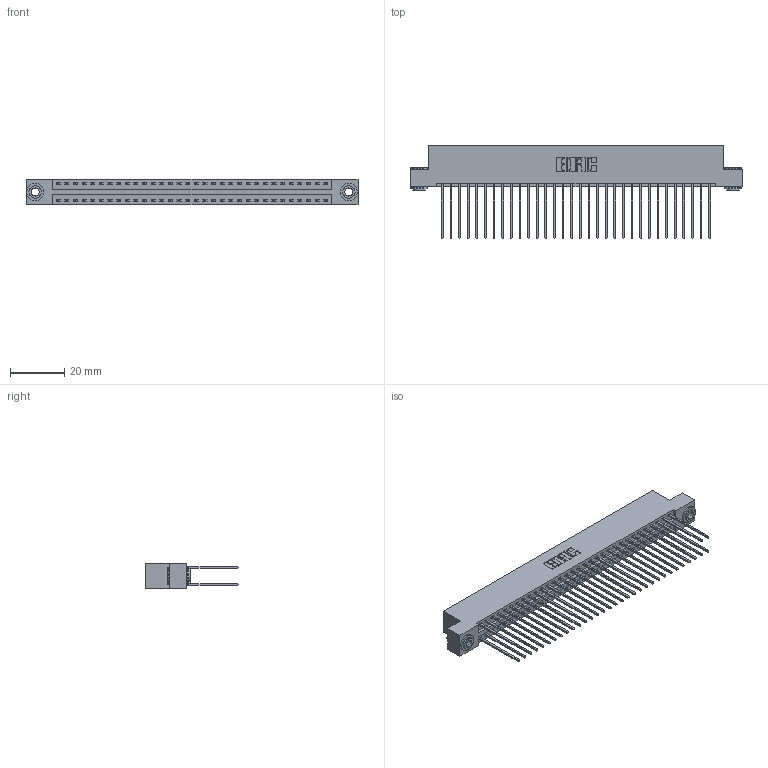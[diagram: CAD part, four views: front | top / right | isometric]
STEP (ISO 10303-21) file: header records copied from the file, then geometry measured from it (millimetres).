
FILE_DESCRIPTION (( 'STEP AP203' ), '1' );
FILE_NAME ('346-064-541-203.STEP', '2022-05-24T15:34:01', ( '' ), ( '' ), 'SwSTEP 2.0', 'SolidWorks 2020', '' );
FILE_SCHEMA (( 'CONFIG_CONTROL_DESIGN' ));
Length unit declared in the file: inch
Products named in the file (4): 346 Part_Flush Mounting Lugs - 0.156 Dia-TH; 346-064-541-203; 345-292-001_345-293-141; 345-250-002_345-250-002-102
Assembly tree (67 placements, depth 2):
  346-064-541-203
    346 Part_Flush Mounting Lugs - 0.156 Dia-TH
    345-292-001_345-293-141  x64
    345-250-002_345-250-002-102  x2
Bounding box: 122.17 x 34.29 x 9.4 mm (x, y, z)
Volume: 12204.3 mm3; surface area: 18628.1 mm2
Topology: 67 solids, 67 shells, 3502 faces, 10361 edges, 6818 vertices
Faces by surface type: plane 2340, cylinder 1154, cone 8
Entity records: 23314 total; most frequent: CARTESIAN_POINT 3837, ORIENTED_EDGE 3762, DIRECTION 3463, EDGE_CURVE 1881, VECTOR 1597, LINE 1597, VERTEX_POINT 1250, AXIS2_PLACEMENT_3D 933
